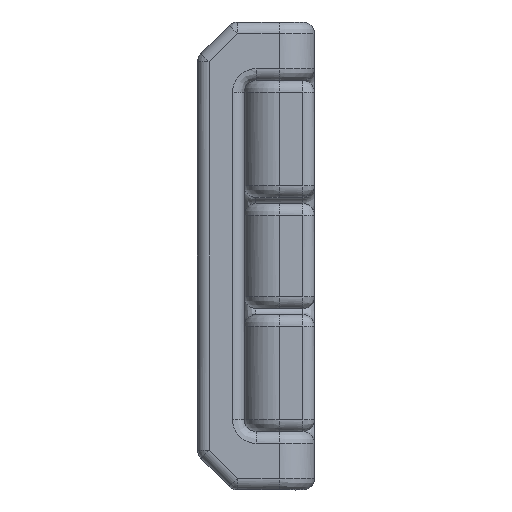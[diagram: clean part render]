
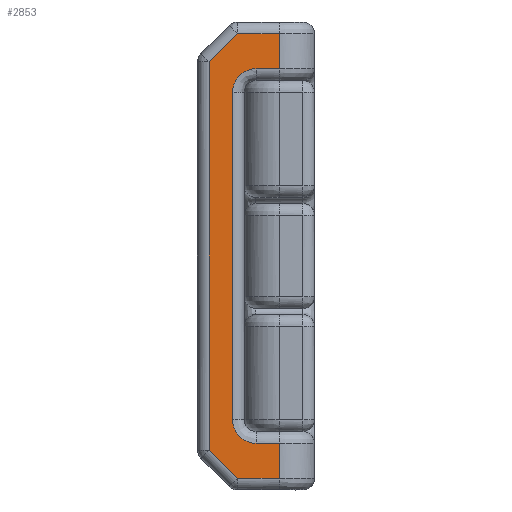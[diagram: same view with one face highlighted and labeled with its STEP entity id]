
A CAD part, front view. The second image highlights one B-rep face of the part: STEP entity #2853.
In plain terms, the highlighted free-form (B-spline) face has degree [1, 1] with [2, 2] control points.
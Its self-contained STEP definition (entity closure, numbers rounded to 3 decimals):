
#2853 = ADVANCED_FACE('',(#2854),#2946,.T.);
#2854 = FACE_BOUND('',#2855,.T.);
#2855 = EDGE_LOOP('',(#2856,#2865,#2872,#2879,#2886,#2893,#2900,#2907,
    #2914,#2921,#2931,#2938));
#2856 = ORIENTED_EDGE('',*,*,#2857,.T.);
#2857 = EDGE_CURVE('',#2858,#2860,#2862,.T.);
#2858 = VERTEX_POINT('',#2859);
#2859 = CARTESIAN_POINT('',(5.539,-200.622,
    -0.649));
#2860 = VERTEX_POINT('',#2861);
#2861 = CARTESIAN_POINT('',(7.755,-200.622,
    -0.649));
#2862 = B_SPLINE_CURVE_WITH_KNOTS('',1,(#2863,#2864),.UNSPECIFIED.,.F.,
  .F.,(2,2),(1.,3.),.PIECEWISE_BEZIER_KNOTS.);
#2863 = CARTESIAN_POINT('',(5.539,-200.622,
    -0.649));
#2864 = CARTESIAN_POINT('',(7.755,-200.622,
    -0.649));
#2865 = ORIENTED_EDGE('',*,*,#2866,.T.);
#2866 = EDGE_CURVE('',#2860,#2867,#2869,.T.);
#2867 = VERTEX_POINT('',#2868);
#2868 = CARTESIAN_POINT('',(7.755,-200.622,
    2.675));
#2869 = B_SPLINE_CURVE_WITH_KNOTS('',1,(#2870,#2871),.UNSPECIFIED.,.F.,
  .F.,(2,2),(1.,4.),.PIECEWISE_BEZIER_KNOTS.);
#2870 = CARTESIAN_POINT('',(7.755,-200.622,
    -0.649));
#2871 = CARTESIAN_POINT('',(7.755,-200.622,
    2.675));
#2872 = ORIENTED_EDGE('',*,*,#2873,.T.);
#2873 = EDGE_CURVE('',#2867,#2874,#2876,.T.);
#2874 = VERTEX_POINT('',#2875);
#2875 = CARTESIAN_POINT('',(3.783,-200.622,2.675
    ));
#2876 = B_SPLINE_CURVE_WITH_KNOTS('',1,(#2877,#2878),.UNSPECIFIED.,.F.,
  .F.,(2,2),(0.,3.586),
  .PIECEWISE_BEZIER_KNOTS.);
#2877 = CARTESIAN_POINT('',(7.755,-200.622,
    2.675));
#2878 = CARTESIAN_POINT('',(3.783,-200.622,2.675
    ));
#2879 = ORIENTED_EDGE('',*,*,#2880,.T.);
#2880 = EDGE_CURVE('',#2874,#2881,#2883,.T.);
#2881 = VERTEX_POINT('',#2882);
#2882 = CARTESIAN_POINT('',(1.108,-200.622,
    0.));
#2883 = B_SPLINE_CURVE_WITH_KNOTS('',1,(#2884,#2885),.UNSPECIFIED.,.F.,
  .F.,(2,2),(0.414,3.828),.PIECEWISE_BEZIER_KNOTS.);
#2884 = CARTESIAN_POINT('',(3.783,-200.622,2.675
    ));
#2885 = CARTESIAN_POINT('',(1.108,-200.622,
    0.));
#2886 = ORIENTED_EDGE('',*,*,#2887,.T.);
#2887 = EDGE_CURVE('',#2881,#2888,#2890,.T.);
#2888 = VERTEX_POINT('',#2889);
#2889 = CARTESIAN_POINT('',(1.108,-200.622,
    -36.75));
#2890 = B_SPLINE_CURVE_WITH_KNOTS('',1,(#2891,#2892),.UNSPECIFIED.,.F.,
  .F.,(2,2),(-33.586,-0.414),.PIECEWISE_BEZIER_KNOTS.);
#2891 = CARTESIAN_POINT('',(1.108,-200.622,
    0.));
#2892 = CARTESIAN_POINT('',(1.108,-200.622,
    -36.75));
#2893 = ORIENTED_EDGE('',*,*,#2894,.T.);
#2894 = EDGE_CURVE('',#2888,#2895,#2897,.T.);
#2895 = VERTEX_POINT('',#2896);
#2896 = CARTESIAN_POINT('',(3.783,-200.622,-39.425
    ));
#2897 = B_SPLINE_CURVE_WITH_KNOTS('',1,(#2898,#2899),.UNSPECIFIED.,.F.,
  .F.,(2,2),(0.414,3.828),.PIECEWISE_BEZIER_KNOTS.);
#2898 = CARTESIAN_POINT('',(1.108,-200.622,
    -36.75));
#2899 = CARTESIAN_POINT('',(3.783,-200.622,-39.425
    ));
#2900 = ORIENTED_EDGE('',*,*,#2901,.T.);
#2901 = EDGE_CURVE('',#2895,#2902,#2904,.T.);
#2902 = VERTEX_POINT('',#2903);
#2903 = CARTESIAN_POINT('',(7.755,-200.622,-39.425
    ));
#2904 = B_SPLINE_CURVE_WITH_KNOTS('',1,(#2905,#2906),.UNSPECIFIED.,.F.,
  .F.,(2,2),(0.414,4.),.PIECEWISE_BEZIER_KNOTS.);
#2905 = CARTESIAN_POINT('',(3.783,-200.622,-39.425
    ));
#2906 = CARTESIAN_POINT('',(7.755,-200.622,-39.425
    ));
#2907 = ORIENTED_EDGE('',*,*,#2908,.T.);
#2908 = EDGE_CURVE('',#2902,#2909,#2911,.T.);
#2909 = VERTEX_POINT('',#2910);
#2910 = CARTESIAN_POINT('',(7.755,-200.622,
    -36.101));
#2911 = B_SPLINE_CURVE_WITH_KNOTS('',1,(#2912,#2913),.UNSPECIFIED.,.F.,
  .F.,(2,2),(1.,4.),.PIECEWISE_BEZIER_KNOTS.);
#2912 = CARTESIAN_POINT('',(7.755,-200.622,-39.425
    ));
#2913 = CARTESIAN_POINT('',(7.755,-200.622,
    -36.101));
#2914 = ORIENTED_EDGE('',*,*,#2915,.T.);
#2915 = EDGE_CURVE('',#2909,#2916,#2918,.T.);
#2916 = VERTEX_POINT('',#2917);
#2917 = CARTESIAN_POINT('',(5.539,-200.622,
    -36.101));
#2918 = B_SPLINE_CURVE_WITH_KNOTS('',1,(#2919,#2920),.UNSPECIFIED.,.F.,
  .F.,(2,2),(0.,2.),
  .PIECEWISE_BEZIER_KNOTS.);
#2919 = CARTESIAN_POINT('',(7.755,-200.622,
    -36.101));
#2920 = CARTESIAN_POINT('',(5.539,-200.622,
    -36.101));
#2921 = ORIENTED_EDGE('',*,*,#2922,.T.);
#2922 = EDGE_CURVE('',#2916,#2923,#2925,.T.);
#2923 = VERTEX_POINT('',#2924);
#2924 = CARTESIAN_POINT('',(3.324,-200.622,
    -33.885));
#2925 = ( BOUNDED_CURVE() B_SPLINE_CURVE(3,(#2926,#2927,#2928,#2929,
#2930),.UNSPECIFIED.,.F.,.F.) B_SPLINE_CURVE_WITH_KNOTS((4,1,4),(
-3.142,-1.571,0.),.UNSPECIFIED.) CURVE() 
GEOMETRIC_REPRESENTATION_ITEM() RATIONAL_B_SPLINE_CURVE((1.,1.,1.,1.,1.)
) REPRESENTATION_ITEM('') );
#2926 = CARTESIAN_POINT('',(5.539,-200.622,
    -36.101));
#2927 = CARTESIAN_POINT('',(4.959,-200.622,
    -36.105));
#2928 = CARTESIAN_POINT('',(3.805,-200.622,
    -35.619));
#2929 = CARTESIAN_POINT('',(3.32,-200.622,
    -34.466));
#2930 = CARTESIAN_POINT('',(3.324,-200.622,
    -33.885));
#2931 = ORIENTED_EDGE('',*,*,#2932,.T.);
#2932 = EDGE_CURVE('',#2923,#2933,#2935,.T.);
#2933 = VERTEX_POINT('',#2934);
#2934 = CARTESIAN_POINT('',(3.324,-200.622,
    -2.865));
#2935 = B_SPLINE_CURVE_WITH_KNOTS('',1,(#2936,#2937),.UNSPECIFIED.,.F.,
  .F.,(2,2),(1.,29.),.PIECEWISE_BEZIER_KNOTS.);
#2936 = CARTESIAN_POINT('',(3.324,-200.622,
    -33.885));
#2937 = CARTESIAN_POINT('',(3.324,-200.622,
    -2.865));
#2938 = ORIENTED_EDGE('',*,*,#2939,.T.);
#2939 = EDGE_CURVE('',#2933,#2858,#2940,.T.);
#2940 = ( BOUNDED_CURVE() B_SPLINE_CURVE(3,(#2941,#2942,#2943,#2944,
#2945),.UNSPECIFIED.,.F.,.F.) B_SPLINE_CURVE_WITH_KNOTS((4,1,4),(0.,
1.571,3.142),.UNSPECIFIED.) CURVE() 
GEOMETRIC_REPRESENTATION_ITEM() RATIONAL_B_SPLINE_CURVE((1.,1.,1.,1.,1.)
) REPRESENTATION_ITEM('') );
#2941 = CARTESIAN_POINT('',(3.324,-200.622,
    -2.865));
#2942 = CARTESIAN_POINT('',(3.32,-200.622,
    -2.284));
#2943 = CARTESIAN_POINT('',(3.805,-200.622,
    -1.131));
#2944 = CARTESIAN_POINT('',(4.959,-200.622,
    -0.645));
#2945 = CARTESIAN_POINT('',(5.539,-200.622,
    -0.649));
#2946 = B_SPLINE_SURFACE_WITH_KNOTS('',1,1,(
    (#2947,#2948)
    ,(#2949,#2950
    )),.UNSPECIFIED.,.F.,.F.,.F.,(2,2),(2,2),(150.,180.),(0.,10.),
  .PIECEWISE_BEZIER_KNOTS.);
#2947 = CARTESIAN_POINT('',(11.079,-200.622,
    -40.533));
#2948 = CARTESIAN_POINT('',(0.,-200.622,
    -40.533));
#2949 = CARTESIAN_POINT('',(11.079,-200.622,
    3.783));
#2950 = CARTESIAN_POINT('',(0.,-200.622,
    3.783));
